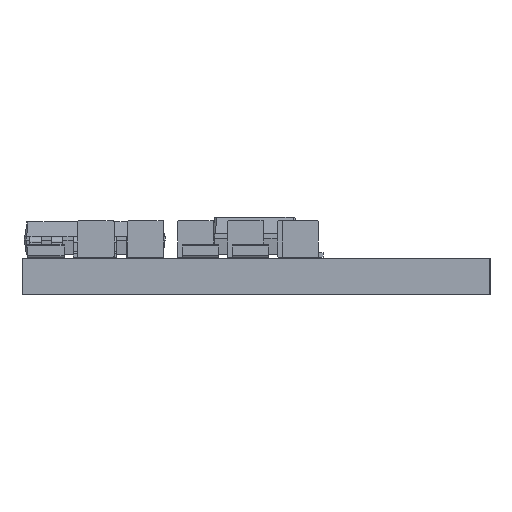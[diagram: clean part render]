
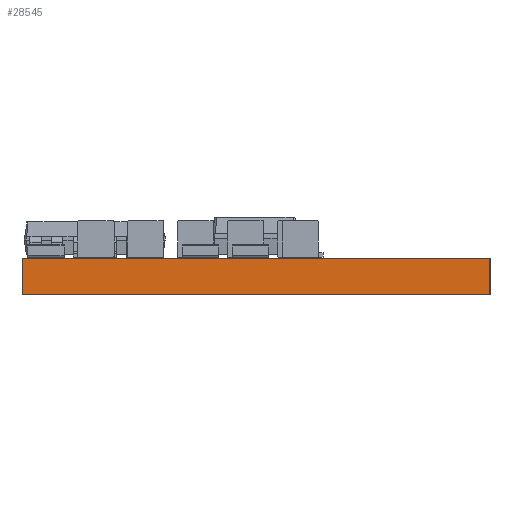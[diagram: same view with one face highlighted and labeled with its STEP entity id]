
A CAD part, left-side view. The second image highlights one B-rep face of the part: STEP entity #28545.
In plain terms, the highlighted planar face has unit normal (-1, 0, 0).
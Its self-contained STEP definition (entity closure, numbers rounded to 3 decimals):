
#26633 = PLANE('',#26634);
#26634 = AXIS2_PLACEMENT_3D('',#26635,#26636,#26637);
#26635 = CARTESIAN_POINT('',(172.263,-31.646,1.6));
#26636 = DIRECTION('',(0.,0.,1.));
#26637 = DIRECTION('',(1.,0.,-0.));
#26687 = PLANE('',#26688);
#26688 = AXIS2_PLACEMENT_3D('',#26689,#26690,#26691);
#26689 = CARTESIAN_POINT('',(172.263,-31.646,0.));
#26690 = DIRECTION('',(0.,0.,1.));
#26691 = DIRECTION('',(1.,0.,-0.));
#26818 = PLANE('',#26819);
#26819 = AXIS2_PLACEMENT_3D('',#26820,#26821,#26822);
#26820 = CARTESIAN_POINT('',(185.6,-21.55,0.));
#26821 = DIRECTION('',(0.,-1.,0.));
#26822 = DIRECTION('',(-1.,0.,0.));
#26857 = VERTEX_POINT('',#26858);
#26858 = CARTESIAN_POINT('',(158.9,-21.55,0.));
#26879 = EDGE_CURVE('',#26857,#26880,#26882,.T.);
#26880 = VERTEX_POINT('',#26881);
#26881 = CARTESIAN_POINT('',(158.9,-42.15,0.));
#26882 = SURFACE_CURVE('',#26883,(#26887,#26894),.PCURVE_S1.);
#26883 = LINE('',#26884,#26885);
#26884 = CARTESIAN_POINT('',(158.9,-21.55,0.));
#26885 = VECTOR('',#26886,1.);
#26886 = DIRECTION('',(0.,-1.,0.));
#26887 = PCURVE('',#26687,#26888);
#26888 = DEFINITIONAL_REPRESENTATION('',(#26889),#26893);
#26889 = LINE('',#26890,#26891);
#26890 = CARTESIAN_POINT('',(-13.363,10.096));
#26891 = VECTOR('',#26892,1.);
#26892 = DIRECTION('',(0.,-1.));
#26893 = ( GEOMETRIC_REPRESENTATION_CONTEXT(2) 
PARAMETRIC_REPRESENTATION_CONTEXT() REPRESENTATION_CONTEXT('2D SPACE',''
  ) );
#26894 = PCURVE('',#26895,#26900);
#26895 = PLANE('',#26896);
#26896 = AXIS2_PLACEMENT_3D('',#26897,#26898,#26899);
#26897 = CARTESIAN_POINT('',(158.9,-21.55,0.));
#26898 = DIRECTION('',(1.,0.,-0.));
#26899 = DIRECTION('',(0.,-1.,0.));
#26900 = DEFINITIONAL_REPRESENTATION('',(#26901),#26905);
#26901 = LINE('',#26902,#26903);
#26902 = CARTESIAN_POINT('',(0.,0.));
#26903 = VECTOR('',#26904,1.);
#26904 = DIRECTION('',(1.,0.));
#26905 = ( GEOMETRIC_REPRESENTATION_CONTEXT(2) 
PARAMETRIC_REPRESENTATION_CONTEXT() REPRESENTATION_CONTEXT('2D SPACE',''
  ) );
#26923 = PLANE('',#26924);
#26924 = AXIS2_PLACEMENT_3D('',#26925,#26926,#26927);
#26925 = CARTESIAN_POINT('',(158.9,-42.15,0.));
#26926 = DIRECTION('',(0.,1.,0.));
#26927 = DIRECTION('',(1.,0.,0.));
#27734 = VERTEX_POINT('',#27735);
#27735 = CARTESIAN_POINT('',(158.9,-21.55,1.6));
#27756 = EDGE_CURVE('',#27734,#27757,#27759,.T.);
#27757 = VERTEX_POINT('',#27758);
#27758 = CARTESIAN_POINT('',(158.9,-42.15,1.6));
#27759 = SURFACE_CURVE('',#27760,(#27764,#27771),.PCURVE_S1.);
#27760 = LINE('',#27761,#27762);
#27761 = CARTESIAN_POINT('',(158.9,-21.55,1.6));
#27762 = VECTOR('',#27763,1.);
#27763 = DIRECTION('',(0.,-1.,0.));
#27764 = PCURVE('',#26633,#27765);
#27765 = DEFINITIONAL_REPRESENTATION('',(#27766),#27770);
#27766 = LINE('',#27767,#27768);
#27767 = CARTESIAN_POINT('',(-13.363,10.096));
#27768 = VECTOR('',#27769,1.);
#27769 = DIRECTION('',(0.,-1.));
#27770 = ( GEOMETRIC_REPRESENTATION_CONTEXT(2) 
PARAMETRIC_REPRESENTATION_CONTEXT() REPRESENTATION_CONTEXT('2D SPACE',''
  ) );
#27771 = PCURVE('',#26895,#27772);
#27772 = DEFINITIONAL_REPRESENTATION('',(#27773),#27777);
#27773 = LINE('',#27774,#27775);
#27774 = CARTESIAN_POINT('',(0.,-1.6));
#27775 = VECTOR('',#27776,1.);
#27776 = DIRECTION('',(1.,0.));
#27777 = ( GEOMETRIC_REPRESENTATION_CONTEXT(2) 
PARAMETRIC_REPRESENTATION_CONTEXT() REPRESENTATION_CONTEXT('2D SPACE',''
  ) );
#28497 = EDGE_CURVE('',#26857,#27734,#28498,.T.);
#28498 = SURFACE_CURVE('',#28499,(#28503,#28510),.PCURVE_S1.);
#28499 = LINE('',#28500,#28501);
#28500 = CARTESIAN_POINT('',(158.9,-21.55,0.));
#28501 = VECTOR('',#28502,1.);
#28502 = DIRECTION('',(0.,0.,1.));
#28503 = PCURVE('',#26818,#28504);
#28504 = DEFINITIONAL_REPRESENTATION('',(#28505),#28509);
#28505 = LINE('',#28506,#28507);
#28506 = CARTESIAN_POINT('',(26.7,0.));
#28507 = VECTOR('',#28508,1.);
#28508 = DIRECTION('',(0.,-1.));
#28509 = ( GEOMETRIC_REPRESENTATION_CONTEXT(2) 
PARAMETRIC_REPRESENTATION_CONTEXT() REPRESENTATION_CONTEXT('2D SPACE',''
  ) );
#28510 = PCURVE('',#26895,#28511);
#28511 = DEFINITIONAL_REPRESENTATION('',(#28512),#28516);
#28512 = LINE('',#28513,#28514);
#28513 = CARTESIAN_POINT('',(0.,0.));
#28514 = VECTOR('',#28515,1.);
#28515 = DIRECTION('',(0.,-1.));
#28516 = ( GEOMETRIC_REPRESENTATION_CONTEXT(2) 
PARAMETRIC_REPRESENTATION_CONTEXT() REPRESENTATION_CONTEXT('2D SPACE',''
  ) );
#28545 = ADVANCED_FACE('',(#28546),#26895,.F.);
#28546 = FACE_BOUND('',#28547,.F.);
#28547 = EDGE_LOOP('',(#28548,#28549,#28550,#28571));
#28548 = ORIENTED_EDGE('',*,*,#28497,.T.);
#28549 = ORIENTED_EDGE('',*,*,#27756,.T.);
#28550 = ORIENTED_EDGE('',*,*,#28551,.F.);
#28551 = EDGE_CURVE('',#26880,#27757,#28552,.T.);
#28552 = SURFACE_CURVE('',#28553,(#28557,#28564),.PCURVE_S1.);
#28553 = LINE('',#28554,#28555);
#28554 = CARTESIAN_POINT('',(158.9,-42.15,0.));
#28555 = VECTOR('',#28556,1.);
#28556 = DIRECTION('',(0.,0.,1.));
#28557 = PCURVE('',#26895,#28558);
#28558 = DEFINITIONAL_REPRESENTATION('',(#28559),#28563);
#28559 = LINE('',#28560,#28561);
#28560 = CARTESIAN_POINT('',(20.6,0.));
#28561 = VECTOR('',#28562,1.);
#28562 = DIRECTION('',(0.,-1.));
#28563 = ( GEOMETRIC_REPRESENTATION_CONTEXT(2) 
PARAMETRIC_REPRESENTATION_CONTEXT() REPRESENTATION_CONTEXT('2D SPACE',''
  ) );
#28564 = PCURVE('',#26923,#28565);
#28565 = DEFINITIONAL_REPRESENTATION('',(#28566),#28570);
#28566 = LINE('',#28567,#28568);
#28567 = CARTESIAN_POINT('',(0.,0.));
#28568 = VECTOR('',#28569,1.);
#28569 = DIRECTION('',(0.,-1.));
#28570 = ( GEOMETRIC_REPRESENTATION_CONTEXT(2) 
PARAMETRIC_REPRESENTATION_CONTEXT() REPRESENTATION_CONTEXT('2D SPACE',''
  ) );
#28571 = ORIENTED_EDGE('',*,*,#26879,.F.);
